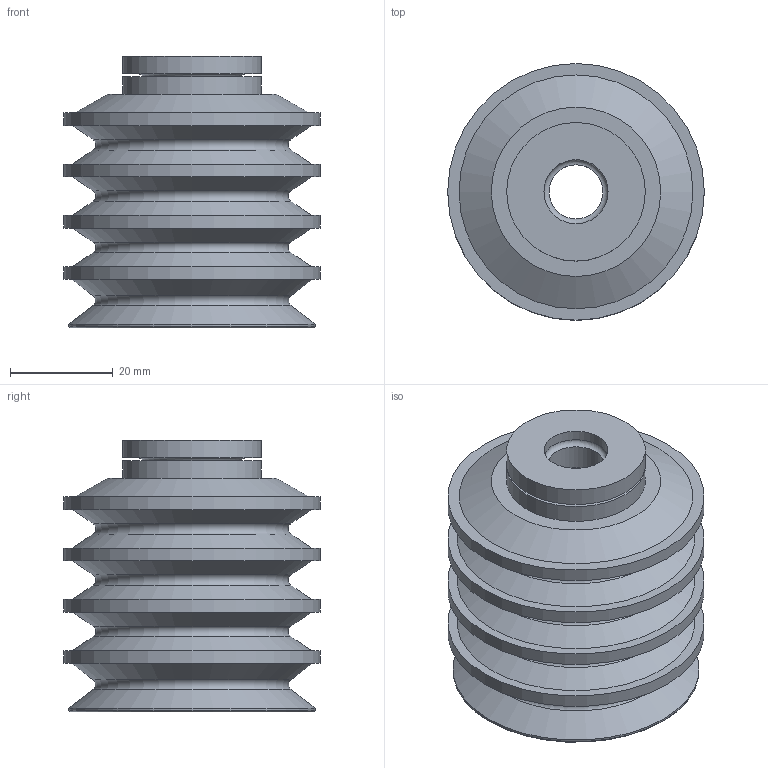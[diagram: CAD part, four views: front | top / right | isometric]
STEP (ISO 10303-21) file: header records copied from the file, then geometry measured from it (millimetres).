
FILE_DESCRIPTION( ( 'Unknown' ), '1' );
FILE_NAME( 'PIAB_ISM_0101121.stp', 'Unknown', ( 'MaK' ), ( 'FALUTEKNIK AB' ), 'XStep 1.0', 'Solid Edge V15', ' ' );
FILE_SCHEMA( ( 'CONFIG_CONTROL_DESIGN' ) );
Length unit declared in the file: millimetre
Products named in the file (1): PIAB_ISM_0101086
Bounding box: 50 x 50 x 53 mm (x, y, z)
Volume: 18954 mm3; surface area: 22785.8 mm2
Topology: 1 solids, 1 shells, 62 faces, 117 edges, 70 vertices
Faces by surface type: cone 18, torus 17, plane 15, cylinder 12
Full cylindrical faces by diameter (mm): 10.5 x1, 12.5 x1, 14 x1, 19 x1, 19.5 x1, 27 x2, 48 x1, 50 x4
Entity records: 1293 total; most frequent: DIRECTION 250, CARTESIAN_POINT 187, AXIS2_PLACEMENT_3D 125, EDGE_LOOP 124, ORIENTED_EDGE 124, FACE_OUTER_BOUND 91, ADVANCED_FACE 62, EDGE_CURVE 62
